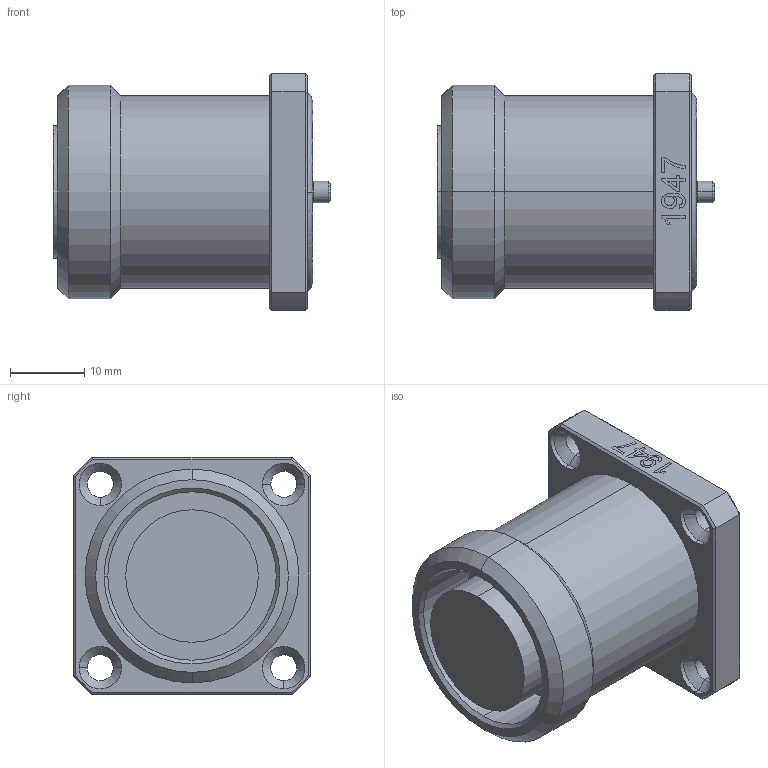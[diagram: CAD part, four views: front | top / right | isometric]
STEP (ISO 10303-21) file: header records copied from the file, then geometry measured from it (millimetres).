
FILE_DESCRIPTION (( 'STEP AP214' ), '1' );
FILE_NAME ('FMCN1947_3D.step', '2023-10-24T14:06:59', ( '' ), ( '' ), 'SwSTEP 2.0', 'SolidWorks 2022', '' );
FILE_SCHEMA (( 'AUTOMOTIVE_DESIGN' ));
Length unit declared in the file: inch
Products named in the file (3): Copy of AD-DI8-22-8_1^FMCN1947; FMCN1947_3D; Copy of 7-16-864B2-0000^FMCN1947
Assembly tree (2 placements, depth 2):
  FMCN1947_3D
    Copy of 7-16-864B2-0000^FMCN1947
    Copy of AD-DI8-22-8_1^FMCN1947
Bounding box: 37.45 x 32 x 32 mm (x, y, z)
Volume: 19675.3 mm3; surface area: 7331.3 mm2
Topology: 2 solids, 2 shells, 137 faces, 327 edges, 206 vertices
Faces by surface type: plane 53, cylinder 38, cone 24, bspline 22
Entity records: 5181 total; most frequent: CARTESIAN_POINT 1945, ORIENTED_EDGE 654, DIRECTION 623, EDGE_CURVE 327, AXIS2_PLACEMENT_3D 228, VERTEX_POINT 206, LINE 167, VECTOR 167
